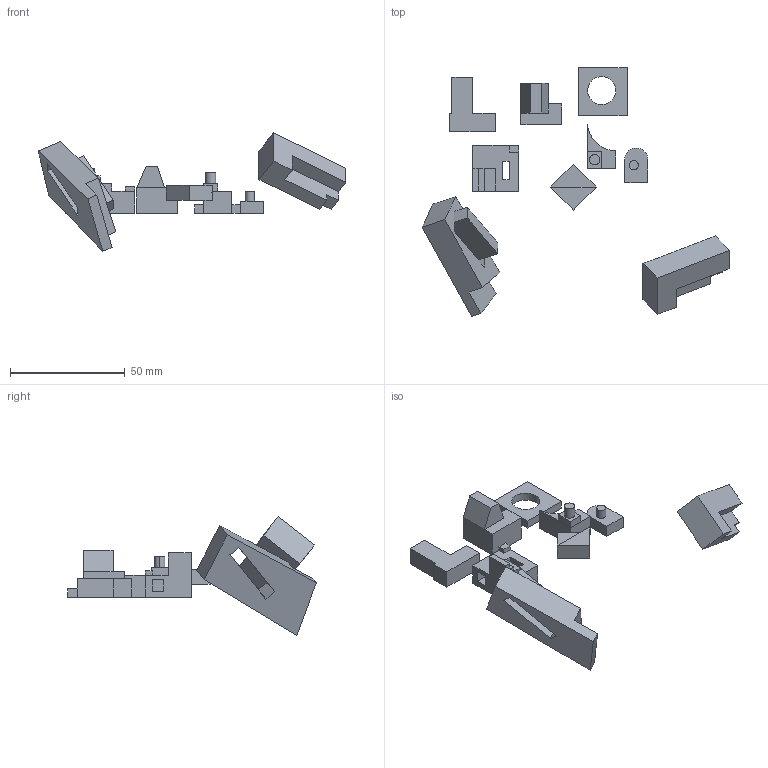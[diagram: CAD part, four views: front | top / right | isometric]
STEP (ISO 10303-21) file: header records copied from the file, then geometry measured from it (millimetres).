
FILE_DESCRIPTION(('STEP AP214'),'1');
FILE_NAME('three_objects_steps_depression_oblique_cyl_tilted2.stp','2019-11-11T14:39:56',(' '),(' '),'Spatial InterOp 3D',' ',' ');
FILE_SCHEMA(('AUTOMOTIVE_DESIGN { 1 0 10303 214 1 1 1 1 }'));
Length unit declared in the file: metre
Products named in the file (13): three_objects_steps_depression_oblique_cyl_tilted2; Design1; Design12; three_objects_steps_depression_oblique_cyl_tilted; three_objects_steps_depressions; Component1; Component2; Component3; three_objects_steps_depression_oblique; Design3; three_objects_steps_depression_oblique_cyl; Design2
Assembly tree (12 placements, depth 6):
  three_objects_steps_depression_oblique_cyl_tilted2
    Design1
    three_objects_steps_depression_oblique_cyl_tilted
      three_objects_steps_depression_oblique_cyl_tilted2
        Design12
      three_objects_steps_depression_oblique_cyl
        three_objects_steps_depression_oblique
          three_objects_steps_depressions
            Component1
            Component2
            Component3
          Design3
        Design2
Bounding box: 133.83 x 108.19 x 51.61 mm (x, y, z)
Volume: 32779.3 mm3; surface area: 16455.7 mm2
Topology: 11 solids, 11 shells, 116 faces, 279 edges, 184 vertices
Faces by surface type: plane 108, cylinder 8
Entity records: 3726 total; most frequent: CARTESIAN_POINT 597, DIRECTION 563, ORIENTED_EDGE 558, EDGE_CURVE 279, LINE 263, VECTOR 263, VERTEX_POINT 184, AXIS2_PLACEMENT_3D 150
